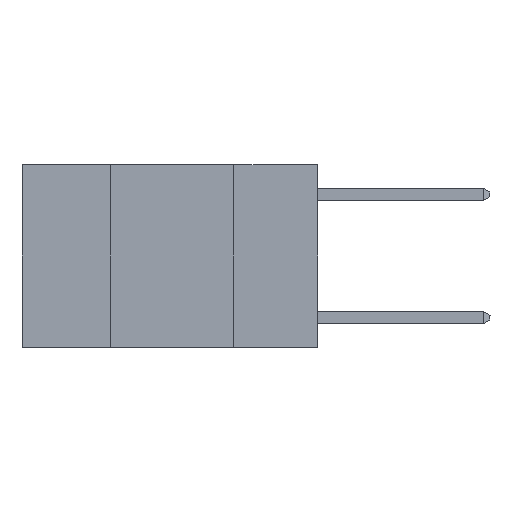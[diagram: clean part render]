
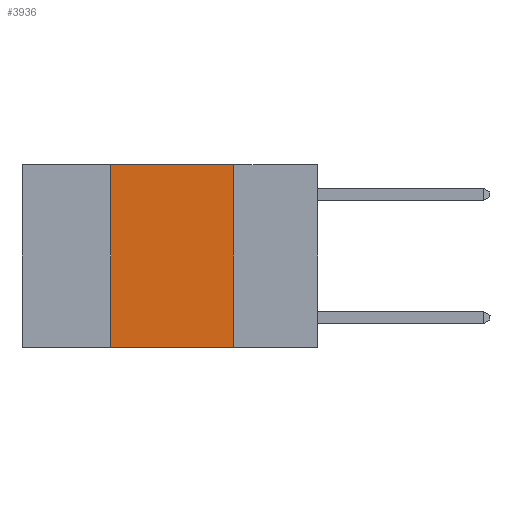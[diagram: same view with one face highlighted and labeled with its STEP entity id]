
A CAD part, left-side view. The second image highlights one B-rep face of the part: STEP entity #3936.
In plain terms, the highlighted planar face has unit normal (-1, 0, 0).
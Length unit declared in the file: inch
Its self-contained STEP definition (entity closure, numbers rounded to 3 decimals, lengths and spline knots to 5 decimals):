
#76 = VECTOR ( 'NONE', #933, 39.37008 ) ;
#464 = CARTESIAN_POINT ( 'NONE',  ( 0., 0.42, -0.37 ) ) ;
#492 = VERTEX_POINT ( 'NONE', #5857 ) ;
#502 = CARTESIAN_POINT ( 'NONE',  ( 0., 0.6, 0. ) ) ;
#721 = DIRECTION ( 'NONE',  ( 0., 0., -1. ) ) ;
#834 = EDGE_CURVE ( 'NONE', #6930, #492, #1253, .T. ) ;
#893 = CARTESIAN_POINT ( 'NONE',  ( 0., 0.42, 0. ) ) ;
#933 = DIRECTION ( 'NONE',  ( 0., 0., 1. ) ) ;
#1173 = ORIENTED_EDGE ( 'NONE', *, *, #8818, .F. ) ;
#1236 = VECTOR ( 'NONE', #1583, 39.37008 ) ;
#1253 = LINE ( 'NONE', #5207, #6896 ) ;
#1581 = ORIENTED_EDGE ( 'NONE', *, *, #1847, .F. ) ;
#1583 = DIRECTION ( 'NONE',  ( 0., -1., 0. ) ) ;
#1847 = EDGE_CURVE ( 'NONE', #6701, #8554, #8258, .T. ) ;
#2198 = LINE ( 'NONE', #4958, #5879 ) ;
#2560 = CARTESIAN_POINT ( 'NONE',  ( 0., 0.42, 0. ) ) ;
#3583 = LINE ( 'NONE', #8396, #1236 ) ;
#3924 = PLANE ( 'NONE',  #8132 ) ;
#3936 = ADVANCED_FACE ( 'NONE', ( #7323 ), #3924, .F. ) ;
#4958 = CARTESIAN_POINT ( 'NONE',  ( 0., 0.6, 0. ) ) ;
#5207 = CARTESIAN_POINT ( 'NONE',  ( 0., 0.17, 0. ) ) ;
#5222 = EDGE_LOOP ( 'NONE', ( #5561, #1173, #1581, #8047 ) ) ;
#5241 = DIRECTION ( 'NONE',  ( 0., 0., -1. ) ) ;
#5561 = ORIENTED_EDGE ( 'NONE', *, *, #834, .F. ) ;
#5857 = CARTESIAN_POINT ( 'NONE',  ( 0., 0.17, -0.37 ) ) ;
#5879 = VECTOR ( 'NONE', #8151, 39.37008 ) ;
#6006 = DIRECTION ( 'NONE',  ( 1., 0., 0. ) ) ;
#6701 = VERTEX_POINT ( 'NONE', #464 ) ;
#6896 = VECTOR ( 'NONE', #5241, 39.37008 ) ;
#6930 = VERTEX_POINT ( 'NONE', #6967 ) ;
#6967 = CARTESIAN_POINT ( 'NONE',  ( 0., 0.17, 0. ) ) ;
#7323 = FACE_OUTER_BOUND ( 'NONE', #5222, .T. ) ;
#7941 = EDGE_CURVE ( 'NONE', #6701, #492, #3583, .T. ) ;
#8047 = ORIENTED_EDGE ( 'NONE', *, *, #7941, .T. ) ;
#8132 = AXIS2_PLACEMENT_3D ( 'NONE', #502, #6006, #721 ) ;
#8151 = DIRECTION ( 'NONE',  ( 0., -1., 0. ) ) ;
#8258 = LINE ( 'NONE', #893, #76 ) ;
#8396 = CARTESIAN_POINT ( 'NONE',  ( 0., 0.6, -0.37 ) ) ;
#8554 = VERTEX_POINT ( 'NONE', #2560 ) ;
#8818 = EDGE_CURVE ( 'NONE', #8554, #6930, #2198, .T. ) ;
